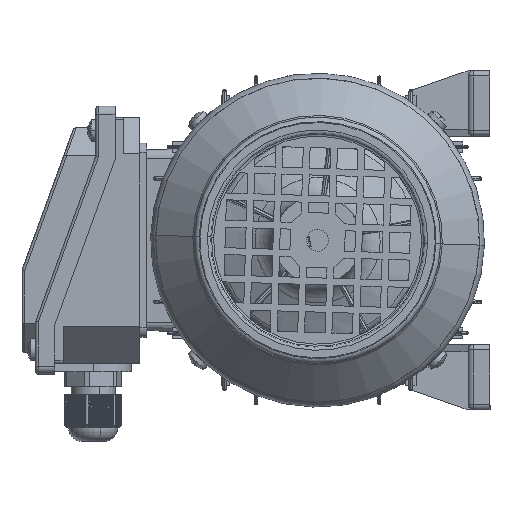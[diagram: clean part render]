
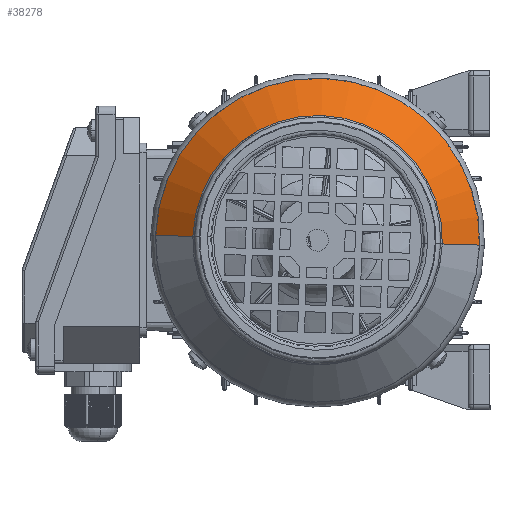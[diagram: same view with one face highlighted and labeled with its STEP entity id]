
A CAD part, left-side view. The second image highlights one B-rep face of the part: STEP entity #38278.
In plain terms, the highlighted conical face has half-angle 45 degrees and reference radius 59.243 mm.
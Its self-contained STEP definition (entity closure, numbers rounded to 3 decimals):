
#37254 = VERTEX_POINT ( 'NONE', #122427 ) ;
#37256 = EDGE_CURVE ( 'NONE', #37348, #37300, #122426, .T. ) ;
#37300 = VERTEX_POINT ( 'NONE', #122496 ) ;
#37346 = VERTEX_POINT ( 'NONE', #122548 ) ;
#37348 = VERTEX_POINT ( 'NONE', #122547 ) ;
#37352 = EDGE_CURVE ( 'NONE', #37346, #37254, #122546, .T. ) ;
#37363 = EDGE_CURVE ( 'NONE', #37348, #37346, #122576, .T. ) ;
#38168 = ORIENTED_EDGE ( 'NONE', *, *, #38169, .F. ) ;
#38169 = EDGE_CURVE ( 'NONE', #37300, #37254, #123567, .T. ) ;
#38278 = ADVANCED_FACE ( 'NONE', ( #123662 ), #123658, .T. ) ;
#38283 = EDGE_LOOP ( 'NONE', ( #38287, #91434, #124122, #38168 ) ) ;
#38287 = ORIENTED_EDGE ( 'NONE', *, *, #37256, .F. ) ;
#91434 = ORIENTED_EDGE ( 'NONE', *, *, #37363, .T. ) ;
#122423 = DIRECTION ( 'NONE',  ( -0.707, 0., -0.707 ) ) ;
#122424 = VECTOR ( 'NONE', #122423, 1000. ) ;
#122425 = CARTESIAN_POINT ( 'NONE',  ( 45.757, 0., -59.243 ) ) ;
#122426 = LINE ( 'NONE', #122425, #122424 ) ;
#122427 = CARTESIAN_POINT ( 'NONE',  ( 45.757, 0., 59.243 ) ) ;
#122496 = CARTESIAN_POINT ( 'NONE',  ( 45.757, 0., -59.243 ) ) ;
#122538 = DIRECTION ( 'NONE',  ( -0.707, 0., 0.707 ) ) ;
#122539 = VECTOR ( 'NONE', #122538, 1000. ) ;
#122540 = CARTESIAN_POINT ( 'NONE',  ( 45.757, 0., 59.243 ) ) ;
#122546 = LINE ( 'NONE', #122540, #122539 ) ;
#122547 = CARTESIAN_POINT ( 'NONE',  ( 59.414, 0., -45.586 ) ) ;
#122548 = CARTESIAN_POINT ( 'NONE',  ( 59.414, 0., 45.586 ) ) ;
#122568 = DIRECTION ( 'NONE',  ( 0., 0., 1. ) ) ;
#122569 = DIRECTION ( 'NONE',  ( -1., 0., 0. ) ) ;
#122570 = CARTESIAN_POINT ( 'NONE',  ( 59.414, 0., 0. ) ) ;
#122571 = AXIS2_PLACEMENT_3D ( 'NONE', #122570, #122569, #122568 ) ;
#122576 = CIRCLE ( 'NONE', #122571, 45.586 ) ;
#123563 = DIRECTION ( 'NONE',  ( 0., 0., 1. ) ) ;
#123564 = DIRECTION ( 'NONE',  ( -1., 0., 0. ) ) ;
#123565 = CARTESIAN_POINT ( 'NONE',  ( 45.757, 0., 0. ) ) ;
#123566 = AXIS2_PLACEMENT_3D ( 'NONE', #123565, #123564, #123563 ) ;
#123567 = CIRCLE ( 'NONE', #123566, 59.243 ) ;
#123653 = DIRECTION ( 'NONE',  ( 0., 0., 1. ) ) ;
#123654 = DIRECTION ( 'NONE',  ( -1., 0., 0. ) ) ;
#123655 = CARTESIAN_POINT ( 'NONE',  ( 45.757, 0., 0. ) ) ;
#123656 = AXIS2_PLACEMENT_3D ( 'NONE', #123655, #123654, #123653 ) ;
#123658 = CONICAL_SURFACE ( 'NONE', #123656, 59.243, 0.785 ) ;
#123662 = FACE_OUTER_BOUND ( 'NONE', #38283, .T. ) ;
#124122 = ORIENTED_EDGE ( 'NONE', *, *, #37352, .T. ) ;
